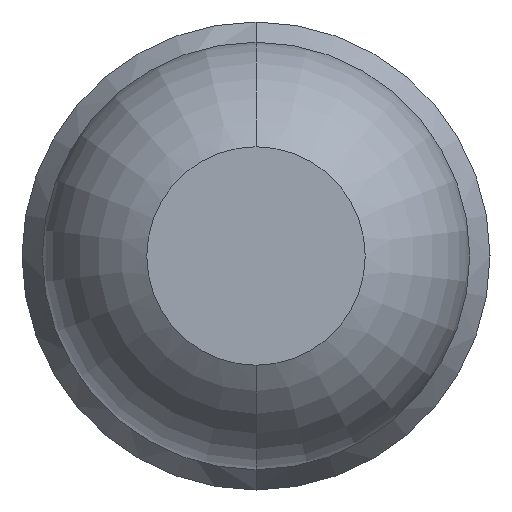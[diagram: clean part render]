
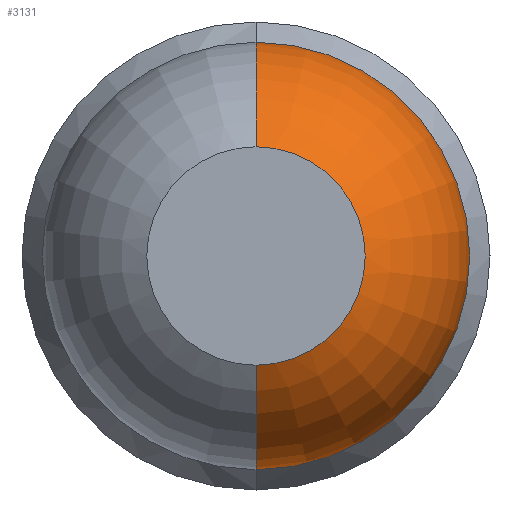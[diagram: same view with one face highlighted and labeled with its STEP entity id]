
A CAD part, front view. The second image highlights one B-rep face of the part: STEP entity #3131.
In plain terms, the highlighted toroidal (fillet/blend) face has major radius 0.035 mm and minor radius 0.65 mm.
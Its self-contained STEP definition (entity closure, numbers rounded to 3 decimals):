
#288 = CARTESIAN_POINT ( 'NONE',  ( 0., -24.431, -0.685 ) ) ;
#397 = AXIS2_PLACEMENT_3D ( 'NONE', #878, #2521, #4223 ) ;
#569 = DIRECTION ( 'NONE',  ( 0., 0., -1. ) ) ;
#710 = DIRECTION ( 'NONE',  ( 0., -1., 0. ) ) ;
#858 = CIRCLE ( 'NONE', #397, 0.65 ) ;
#878 = CARTESIAN_POINT ( 'NONE',  ( 0., -24.431, 0.035 ) ) ;
#902 = CARTESIAN_POINT ( 'NONE',  ( 0., -25., -0.35 ) ) ;
#1435 = AXIS2_PLACEMENT_3D ( 'NONE', #1642, #710, #1669 ) ;
#1547 = CARTESIAN_POINT ( 'NONE',  ( 0., -24.431, 0.685 ) ) ;
#1604 = DIRECTION ( 'NONE',  ( 0., 0., 1. ) ) ;
#1642 = CARTESIAN_POINT ( 'NONE',  ( 0., -24.431, 0. ) ) ;
#1669 = DIRECTION ( 'NONE',  ( 0., 0., -1. ) ) ;
#1679 = VERTEX_POINT ( 'NONE', #902 ) ;
#1721 = DIRECTION ( 'NONE',  ( 0., 0., -1. ) ) ;
#1735 = DIRECTION ( 'NONE',  ( 0., -1., 0. ) ) ;
#1798 = ORIENTED_EDGE ( 'NONE', *, *, #2918, .T. ) ;
#1898 = VERTEX_POINT ( 'NONE', #288 ) ;
#1973 = CIRCLE ( 'NONE', #2770, 0.685 ) ;
#2273 = VERTEX_POINT ( 'NONE', #1547 ) ;
#2499 = EDGE_LOOP ( 'NONE', ( #3656, #1798, #4072, #3804 ) ) ;
#2521 = DIRECTION ( 'NONE',  ( 1., 0., 0. ) ) ;
#2526 = EDGE_CURVE ( 'Defeature ausgef�hrt1_4+Defeature ausgef�hrt1_5+Defeature ausgef�hrt1_5+Defeature ausgef�hrt1_5', #1898, #2273, #1973, .T. ) ;
#2563 = FACE_OUTER_BOUND ( 'NONE', #2499, .T. ) ;
#2661 = AXIS2_PLACEMENT_3D ( 'NONE', #3624, #3607, #1604 ) ;
#2770 = AXIS2_PLACEMENT_3D ( 'NONE', #3557, #3526, #569 ) ;
#2918 = EDGE_CURVE ( 'NONE', #2273, #4195, #858, .T. ) ;
#3016 = TOROIDAL_SURFACE ( 'NONE', #1435, 0.035, 0.65 ) ;
#3121 = CIRCLE ( 'NONE', #2661, 0.65 ) ;
#3131 = ADVANCED_FACE ( 'Defeature ausgef�hrt1_4', ( #2563 ), #3016, .T. ) ;
#3400 = CARTESIAN_POINT ( 'NONE',  ( 0., -25., 0.35 ) ) ;
#3526 = DIRECTION ( 'NONE',  ( 0., -1., 0. ) ) ;
#3533 = EDGE_CURVE ( 'NONE', #1898, #1679, #3121, .T. ) ;
#3557 = CARTESIAN_POINT ( 'NONE',  ( 0., -24.431, 0. ) ) ;
#3607 = DIRECTION ( 'NONE',  ( -1., 0., 0. ) ) ;
#3624 = CARTESIAN_POINT ( 'NONE',  ( 0., -24.431, -0.035 ) ) ;
#3656 = ORIENTED_EDGE ( 'NONE', *, *, #2526, .T. ) ;
#3717 = CARTESIAN_POINT ( 'NONE',  ( 0., -25., 0. ) ) ;
#3804 = ORIENTED_EDGE ( 'NONE', *, *, #3533, .F. ) ;
#3874 = CIRCLE ( 'NONE', #4079, 0.35 ) ;
#4072 = ORIENTED_EDGE ( 'NONE', *, *, #4177, .F. ) ;
#4079 = AXIS2_PLACEMENT_3D ( 'NONE', #3717, #1735, #1721 ) ;
#4177 = EDGE_CURVE ( 'Defeature ausgef�hrt1_11+Defeature ausgef�hrt1_4+Defeature ausgef�hrt1_4+Defeature ausgef�hrt1_4', #1679, #4195, #3874, .T. ) ;
#4195 = VERTEX_POINT ( 'NONE', #3400 ) ;
#4223 = DIRECTION ( 'NONE',  ( 0., 0., -1. ) ) ;
